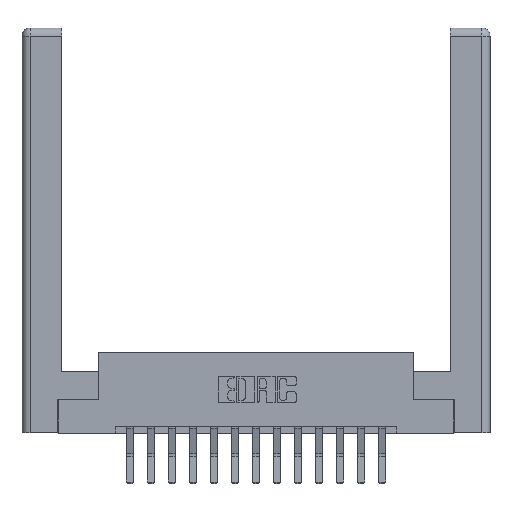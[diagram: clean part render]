
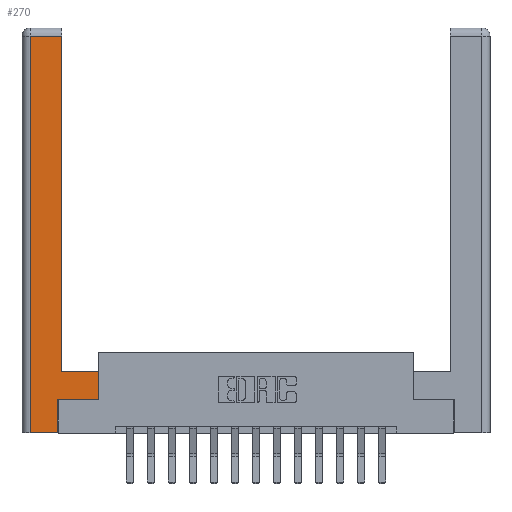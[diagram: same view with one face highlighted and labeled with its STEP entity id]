
A CAD part, top view. The second image highlights one B-rep face of the part: STEP entity #270.
In plain terms, the highlighted planar face has unit normal (0, 0, 1).
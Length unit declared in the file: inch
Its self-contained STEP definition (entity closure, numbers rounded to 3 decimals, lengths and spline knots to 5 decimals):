
#270 = ADVANCED_FACE ( 'NONE', ( #10228 ), #8494, .F. ) ;
#305 = EDGE_CURVE ( 'NONE', #12228, #15545, #3647, .T. ) ;
#354 = ORIENTED_EDGE ( 'NONE', *, *, #10776, .T. ) ;
#598 = CARTESIAN_POINT ( 'NONE',  ( 0.265, 0., 0. ) ) ;
#821 = ORIENTED_EDGE ( 'NONE', *, *, #11418, .T. ) ;
#1156 = CARTESIAN_POINT ( 'NONE',  ( 0.295, 0.45, 0. ) ) ;
#1452 = VECTOR ( 'NONE', #3114, 39.37008 ) ;
#1627 = ORIENTED_EDGE ( 'NONE', *, *, #7271, .T. ) ;
#2198 = DIRECTION ( 'NONE',  ( 0., 0., -1. ) ) ;
#2346 = VECTOR ( 'NONE', #5046, 39.37008 ) ;
#2453 = ORIENTED_EDGE ( 'NONE', *, *, #8835, .T. ) ;
#2502 = CARTESIAN_POINT ( 'NONE',  ( 0.565, 0.245, 0. ) ) ;
#2760 = CARTESIAN_POINT ( 'NONE',  ( 0.565, 0.245, 0. ) ) ;
#3114 = DIRECTION ( 'NONE',  ( 1., 0., 0. ) ) ;
#3313 = CARTESIAN_POINT ( 'NONE',  ( 0.0615, 0., 0. ) ) ;
#3647 = LINE ( 'NONE', #16285, #7235 ) ;
#3794 = VECTOR ( 'NONE', #12233, 39.37008 ) ;
#4036 = LINE ( 'NONE', #13121, #10806 ) ;
#4194 = LINE ( 'NONE', #10941, #3794 ) ;
#5046 = DIRECTION ( 'NONE',  ( 0., 1., 0. ) ) ;
#5325 = EDGE_CURVE ( 'NONE', #11847, #15502, #12138, .T. ) ;
#5428 = CARTESIAN_POINT ( 'NONE',  ( 0.295, 3., 0. ) ) ;
#6179 = VERTEX_POINT ( 'NONE', #15733 ) ;
#6541 = VERTEX_POINT ( 'NONE', #3313 ) ;
#6744 = DIRECTION ( 'NONE',  ( -1., 0., 0. ) ) ;
#7042 = CARTESIAN_POINT ( 'NONE',  ( 0.0615, 0., 0. ) ) ;
#7235 = VECTOR ( 'NONE', #11256, 39.37008 ) ;
#7271 = EDGE_CURVE ( 'NONE', #6541, #12228, #8220, .T. ) ;
#8074 = VERTEX_POINT ( 'NONE', #1156 ) ;
#8220 = LINE ( 'NONE', #598, #1452 ) ;
#8413 = VECTOR ( 'NONE', #10958, 39.37008 ) ;
#8448 = CARTESIAN_POINT ( 'NONE',  ( 0., 0., 0. ) ) ;
#8451 = CARTESIAN_POINT ( 'NONE',  ( 0.265, 0., 0. ) ) ;
#8494 = PLANE ( 'NONE',  #13655 ) ;
#8555 = VERTEX_POINT ( 'NONE', #15506 ) ;
#8835 = EDGE_CURVE ( 'NONE', #6179, #6541, #9196, .T. ) ;
#8937 = LINE ( 'NONE', #2502, #11943 ) ;
#9145 = DIRECTION ( 'NONE',  ( 0., 1., 0. ) ) ;
#9196 = LINE ( 'NONE', #7042, #8413 ) ;
#9217 = EDGE_CURVE ( 'NONE', #8074, #8555, #14783, .T. ) ;
#9392 = VECTOR ( 'NONE', #9145, 39.37008 ) ;
#9602 = EDGE_CURVE ( 'NONE', #8555, #6179, #4036, .T. ) ;
#10228 = FACE_OUTER_BOUND ( 'NONE', #12008, .T. ) ;
#10407 = ORIENTED_EDGE ( 'NONE', *, *, #9602, .T. ) ;
#10776 = EDGE_CURVE ( 'NONE', #15502, #8074, #4194, .T. ) ;
#10806 = VECTOR ( 'NONE', #6744, 39.37008 ) ;
#10941 = CARTESIAN_POINT ( 'NONE',  ( 0.295, 0.45, 0. ) ) ;
#10958 = DIRECTION ( 'NONE',  ( 0., -1., 0. ) ) ;
#11131 = DIRECTION ( 'NONE',  ( -1., 0., 0. ) ) ;
#11256 = DIRECTION ( 'NONE',  ( 0., 1., 0. ) ) ;
#11418 = EDGE_CURVE ( 'NONE', #15545, #11847, #8937, .T. ) ;
#11431 = DIRECTION ( 'NONE',  ( 1., 0., 0. ) ) ;
#11433 = CARTESIAN_POINT ( 'NONE',  ( 0.565, 0.45, 0. ) ) ;
#11847 = VERTEX_POINT ( 'NONE', #2760 ) ;
#11943 = VECTOR ( 'NONE', #11431, 39.37008 ) ;
#12008 = EDGE_LOOP ( 'NONE', ( #15240, #10407, #2453, #1627, #15047, #821, #16234, #354 ) ) ;
#12138 = LINE ( 'NONE', #12687, #2346 ) ;
#12228 = VERTEX_POINT ( 'NONE', #8451 ) ;
#12233 = DIRECTION ( 'NONE',  ( -1., 0., 0. ) ) ;
#12687 = CARTESIAN_POINT ( 'NONE',  ( 0.565, 0.45, 0. ) ) ;
#13121 = CARTESIAN_POINT ( 'NONE',  ( 0.0615, 2.94, 0. ) ) ;
#13655 = AXIS2_PLACEMENT_3D ( 'NONE', #8448, #2198, #11131 ) ;
#14103 = CARTESIAN_POINT ( 'NONE',  ( 0.265, 0.245, 0. ) ) ;
#14783 = LINE ( 'NONE', #5428, #9392 ) ;
#15047 = ORIENTED_EDGE ( 'NONE', *, *, #305, .T. ) ;
#15240 = ORIENTED_EDGE ( 'NONE', *, *, #9217, .T. ) ;
#15502 = VERTEX_POINT ( 'NONE', #11433 ) ;
#15506 = CARTESIAN_POINT ( 'NONE',  ( 0.295, 2.94, 0. ) ) ;
#15545 = VERTEX_POINT ( 'NONE', #14103 ) ;
#15733 = CARTESIAN_POINT ( 'NONE',  ( 0.0615, 2.94, 0. ) ) ;
#16234 = ORIENTED_EDGE ( 'NONE', *, *, #5325, .T. ) ;
#16285 = CARTESIAN_POINT ( 'NONE',  ( 0.265, 0.245, 0. ) ) ;
